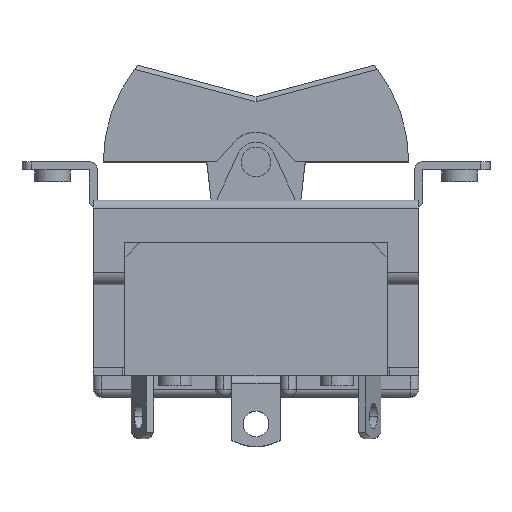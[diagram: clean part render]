
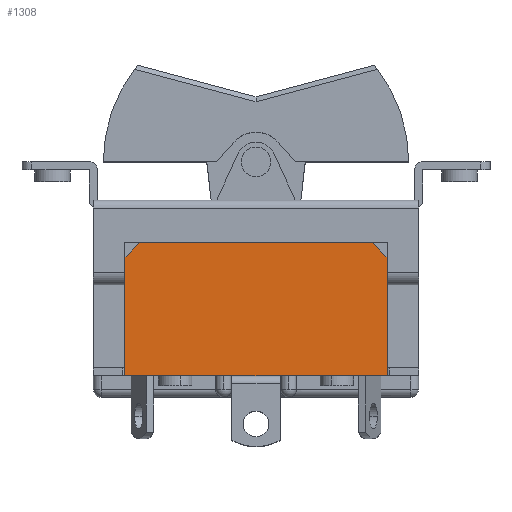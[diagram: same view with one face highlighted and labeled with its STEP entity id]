
A CAD part, top view. The second image highlights one B-rep face of the part: STEP entity #1308.
In plain terms, the highlighted planar face has unit normal (0, 0, 1).
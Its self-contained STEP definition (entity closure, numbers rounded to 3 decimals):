
#227 = VERTEX_POINT ( 'NONE', #6122 ) ;
#265 = DIRECTION ( 'NONE',  ( 0., 1., 0. ) ) ;
#617 = CARTESIAN_POINT ( 'NONE',  ( -13.3, -3.5, 9.6 ) ) ;
#646 = ORIENTED_EDGE ( 'NONE', *, *, #2136, .T. ) ;
#919 = CARTESIAN_POINT ( 'NONE',  ( -13.3, -17., 9.6 ) ) ;
#1308 = ADVANCED_FACE ( 'NONE', ( #8823 ), #6908, .F. ) ;
#1329 = LINE ( 'NONE', #6685, #8926 ) ;
#1519 = VERTEX_POINT ( 'NONE', #2728 ) ;
#1597 = CARTESIAN_POINT ( 'NONE',  ( -13.3, -3.5, 9.6 ) ) ;
#1685 = CARTESIAN_POINT ( 'NONE',  ( -13.3, -17., 9.6 ) ) ;
#1695 = EDGE_CURVE ( 'NONE', #227, #1519, #5677, .T. ) ;
#1702 = CARTESIAN_POINT ( 'NONE',  ( -11.8, -3.5, 9.6 ) ) ;
#1890 = EDGE_CURVE ( 'NONE', #8793, #227, #4310, .T. ) ;
#2033 = VECTOR ( 'NONE', #7816, 1000. ) ;
#2075 = ORIENTED_EDGE ( 'NONE', *, *, #1695, .T. ) ;
#2136 = EDGE_CURVE ( 'NONE', #7970, #5833, #1329, .T. ) ;
#2728 = CARTESIAN_POINT ( 'NONE',  ( -13.3, -17., 9.6 ) ) ;
#2739 = EDGE_CURVE ( 'NONE', #5833, #5608, #7806, .T. ) ;
#2757 = EDGE_CURVE ( 'NONE', #1519, #7970, #6538, .T. ) ;
#2930 = VECTOR ( 'NONE', #8044, 1000. ) ;
#3065 = CARTESIAN_POINT ( 'NONE',  ( 11.8, -3.5, 9.6 ) ) ;
#3083 = CARTESIAN_POINT ( 'NONE',  ( 13.3, -5., 9.6 ) ) ;
#3266 = DIRECTION ( 'NONE',  ( 1., 0., 0. ) ) ;
#3302 = VECTOR ( 'NONE', #3266, 1000. ) ;
#3463 = EDGE_LOOP ( 'NONE', ( #646, #4339, #4401, #9992, #2075, #9323 ) ) ;
#3648 = EDGE_CURVE ( 'NONE', #5608, #8793, #4016, .T. ) ;
#3737 = DIRECTION ( 'NONE',  ( 0., 0., -1. ) ) ;
#3983 = CARTESIAN_POINT ( 'NONE',  ( 13.3, -17., 9.6 ) ) ;
#4016 = LINE ( 'NONE', #1597, #2930 ) ;
#4310 = LINE ( 'NONE', #6712, #8305 ) ;
#4339 = ORIENTED_EDGE ( 'NONE', *, *, #2739, .T. ) ;
#4364 = AXIS2_PLACEMENT_3D ( 'NONE', #617, #3737, #7758 ) ;
#4401 = ORIENTED_EDGE ( 'NONE', *, *, #3648, .T. ) ;
#4553 = VECTOR ( 'NONE', #8582, 1000. ) ;
#5139 = DIRECTION ( 'NONE',  ( -0.707, -0.707, 0. ) ) ;
#5608 = VERTEX_POINT ( 'NONE', #7629 ) ;
#5677 = LINE ( 'NONE', #919, #4553 ) ;
#5833 = VERTEX_POINT ( 'NONE', #3083 ) ;
#6122 = CARTESIAN_POINT ( 'NONE',  ( -13.3, -5., 9.6 ) ) ;
#6538 = LINE ( 'NONE', #1685, #3302 ) ;
#6685 = CARTESIAN_POINT ( 'NONE',  ( 13.3, -17., 9.6 ) ) ;
#6712 = CARTESIAN_POINT ( 'NONE',  ( -13.3, -5., 9.6 ) ) ;
#6908 = PLANE ( 'NONE',  #4364 ) ;
#7629 = CARTESIAN_POINT ( 'NONE',  ( 11.8, -3.5, 9.6 ) ) ;
#7758 = DIRECTION ( 'NONE',  ( -1., 0., 0. ) ) ;
#7806 = LINE ( 'NONE', #3065, #2033 ) ;
#7816 = DIRECTION ( 'NONE',  ( -0.707, 0.707, 0. ) ) ;
#7970 = VERTEX_POINT ( 'NONE', #3983 ) ;
#8044 = DIRECTION ( 'NONE',  ( -1., 0., 0. ) ) ;
#8305 = VECTOR ( 'NONE', #5139, 1000. ) ;
#8582 = DIRECTION ( 'NONE',  ( 0., -1., 0. ) ) ;
#8793 = VERTEX_POINT ( 'NONE', #1702 ) ;
#8823 = FACE_OUTER_BOUND ( 'NONE', #3463, .T. ) ;
#8926 = VECTOR ( 'NONE', #265, 1000. ) ;
#9323 = ORIENTED_EDGE ( 'NONE', *, *, #2757, .T. ) ;
#9992 = ORIENTED_EDGE ( 'NONE', *, *, #1890, .T. ) ;
